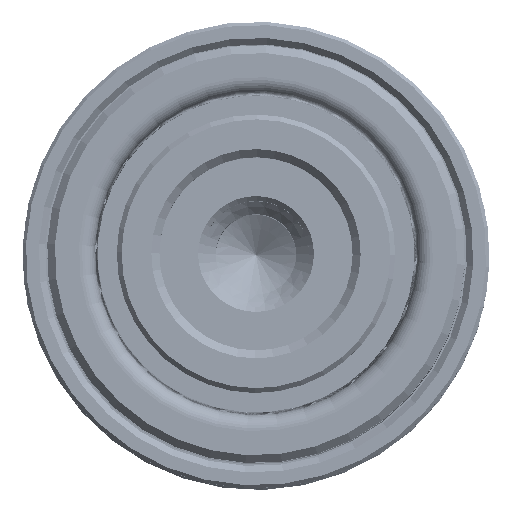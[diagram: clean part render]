
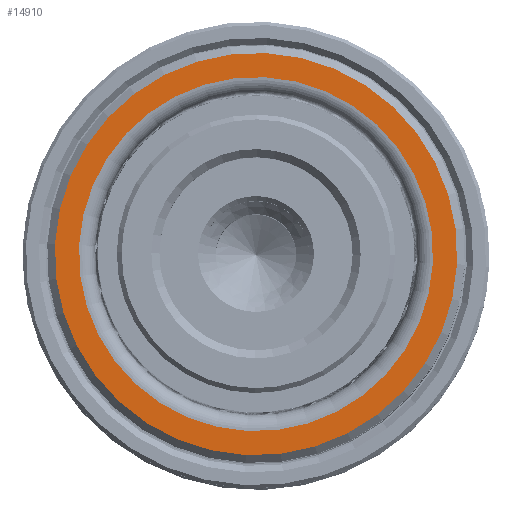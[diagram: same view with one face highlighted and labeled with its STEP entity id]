
A CAD part, top view. The second image highlights one B-rep face of the part: STEP entity #14910.
In plain terms, the highlighted planar face has unit normal (0, 0, 1).
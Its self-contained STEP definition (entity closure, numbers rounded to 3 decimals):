
#436 = EDGE_CURVE ( 'NONE', #29215, #32613, #14661, .T. ) ;
#2703 = PLANE ( 'NONE',  #15160 ) ;
#2814 = ORIENTED_EDGE ( 'NONE', *, *, #32115, .T. ) ;
#3455 = CARTESIAN_POINT ( 'NONE',  ( 0., 0., 40. ) ) ;
#3966 = CARTESIAN_POINT ( 'NONE',  ( 11., 0., 40. ) ) ;
#5310 = VERTEX_POINT ( 'NONE', #8316 ) ;
#6384 = DIRECTION ( 'NONE',  ( 1., 0., 0. ) ) ;
#7770 = FACE_OUTER_BOUND ( 'NONE', #26075, .T. ) ;
#8316 = CARTESIAN_POINT ( 'NONE',  ( -12.5, 0., 40. ) ) ;
#8548 = CARTESIAN_POINT ( 'NONE',  ( 0., 0., 40. ) ) ;
#8902 = CIRCLE ( 'NONE', #14677, 12.5 ) ;
#10237 = DIRECTION ( 'NONE',  ( 0., 0., -1. ) ) ;
#11026 = CARTESIAN_POINT ( 'NONE',  ( 12.5, 0., 40. ) ) ;
#11481 = DIRECTION ( 'NONE',  ( 0., 0., 1. ) ) ;
#12893 = CIRCLE ( 'NONE', #14005, 12.5 ) ;
#14005 = AXIS2_PLACEMENT_3D ( 'NONE', #3455, #23725, #6384 ) ;
#14661 = CIRCLE ( 'NONE', #25163, 11. ) ;
#14677 = AXIS2_PLACEMENT_3D ( 'NONE', #33176, #15830, #36088 ) ;
#14910 = ADVANCED_FACE ( 'NONE', ( #28154, #7770 ), #2703, .T. ) ;
#15160 = AXIS2_PLACEMENT_3D ( 'NONE', #8548, #11481, #31717 ) ;
#15830 = DIRECTION ( 'NONE',  ( 0., 0., 1. ) ) ;
#20239 = ORIENTED_EDGE ( 'NONE', *, *, #29540, .T. ) ;
#22588 = VERTEX_POINT ( 'NONE', #11026 ) ;
#23725 = DIRECTION ( 'NONE',  ( 0., 0., 1. ) ) ;
#23856 = ORIENTED_EDGE ( 'NONE', *, *, #436, .T. ) ;
#24432 = EDGE_CURVE ( 'NONE', #5310, #22588, #8902, .T. ) ;
#25163 = AXIS2_PLACEMENT_3D ( 'NONE', #32395, #36781, #36916 ) ;
#26075 = EDGE_LOOP ( 'NONE', ( #33665, #20239 ) ) ;
#26622 = AXIS2_PLACEMENT_3D ( 'NONE', #27565, #10237, #30495 ) ;
#27565 = CARTESIAN_POINT ( 'NONE',  ( 0., 0., 40. ) ) ;
#27919 = EDGE_LOOP ( 'NONE', ( #2814, #23856 ) ) ;
#28154 = FACE_BOUND ( 'NONE', #27919, .T. ) ;
#29050 = CIRCLE ( 'NONE', #26622, 11. ) ;
#29215 = VERTEX_POINT ( 'NONE', #33150 ) ;
#29540 = EDGE_CURVE ( 'NONE', #22588, #5310, #12893, .T. ) ;
#30495 = DIRECTION ( 'NONE',  ( 1., 0., 0. ) ) ;
#31717 = DIRECTION ( 'NONE',  ( 1., 0., 0. ) ) ;
#32115 = EDGE_CURVE ( 'NONE', #32613, #29215, #29050, .T. ) ;
#32395 = CARTESIAN_POINT ( 'NONE',  ( 0., 0., 40. ) ) ;
#32613 = VERTEX_POINT ( 'NONE', #3966 ) ;
#33150 = CARTESIAN_POINT ( 'NONE',  ( -11., 0., 40. ) ) ;
#33176 = CARTESIAN_POINT ( 'NONE',  ( 0., 0., 40. ) ) ;
#33665 = ORIENTED_EDGE ( 'NONE', *, *, #24432, .T. ) ;
#36088 = DIRECTION ( 'NONE',  ( 1., 0., 0. ) ) ;
#36781 = DIRECTION ( 'NONE',  ( 0., 0., -1. ) ) ;
#36916 = DIRECTION ( 'NONE',  ( 1., 0., 0. ) ) ;
